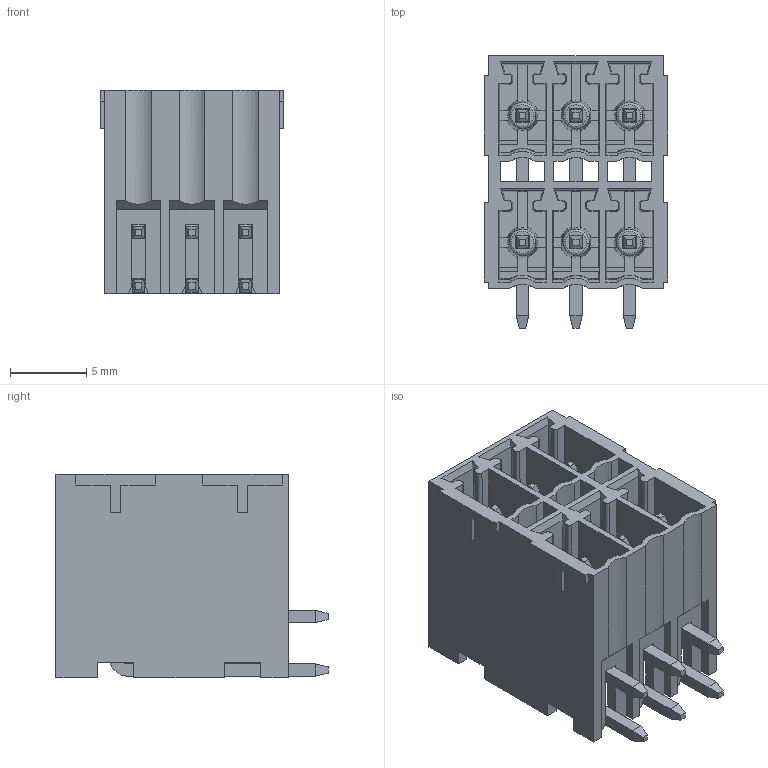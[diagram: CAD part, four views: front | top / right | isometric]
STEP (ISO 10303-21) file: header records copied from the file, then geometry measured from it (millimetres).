
FILE_DESCRIPTION (( 'STEP AP214' ), '1' );
FILE_NAME ('CUI_DEVICES_TBP03R12-350-03BK.step', '2021-12-16T01:01:22', ( '' ), ( '' ), 'SwSTEP 2.0', 'SolidWorks 2021', '' );
FILE_SCHEMA (( 'AUTOMOTIVE_DESIGN' ));
Length unit declared in the file: millimetre
Products named in the file (1): CUI_DEVICES_TBP03R12-350-03BK
Bounding box: 12 x 17.8 x 13.3 mm (x, y, z)
Volume: 1044.5 mm3; surface area: 3179.8 mm2
Topology: 1 solids, 1 shells, 731 faces, 2019 edges, 1308 vertices
Faces by surface type: plane 647, cone 54, cylinder 18, torus 12
Entity records: 24637 total; most frequent: CARTESIAN_POINT 4644, ORIENTED_EDGE 4038, DIRECTION 3549, EDGE_CURVE 2019, VECTOR 1647, LINE 1647, VERTEX_POINT 1308, AXIS2_PLACEMENT_3D 951
